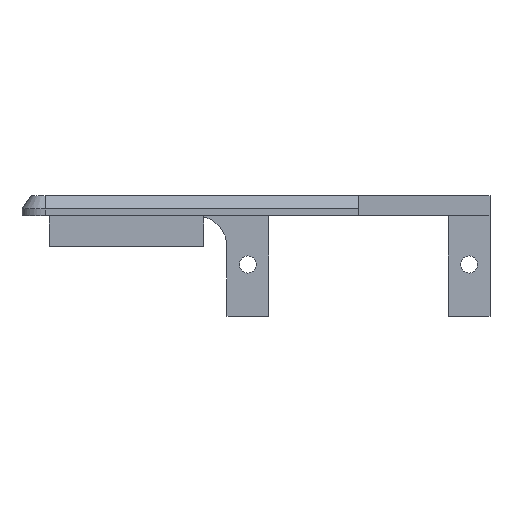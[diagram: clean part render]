
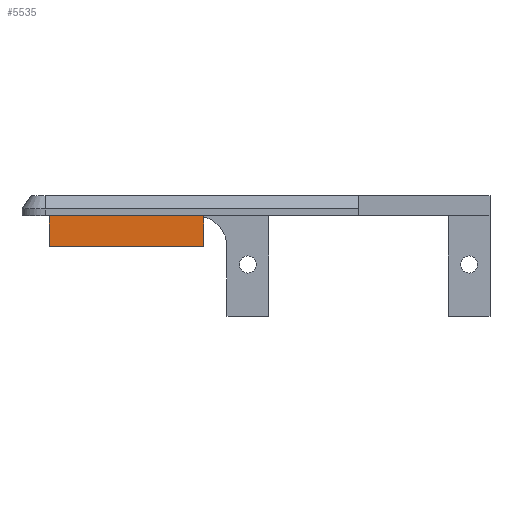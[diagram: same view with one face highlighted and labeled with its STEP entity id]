
A CAD part, front view. The second image highlights one B-rep face of the part: STEP entity #5535.
In plain terms, the highlighted planar face has unit normal (0, -1, 0).
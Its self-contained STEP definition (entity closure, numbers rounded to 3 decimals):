
#181=PLANE('',#5693);
#467=FACE_OUTER_BOUND('',#796,.T.);
#796=EDGE_LOOP('',(#4878,#4879,#4880,#4881));
#1188=LINE('',#11042,#1612);
#1213=LINE('',#11107,#1637);
#1219=LINE('',#11118,#1643);
#1220=LINE('',#11120,#1644);
#1612=VECTOR('',#6256,10.);
#1637=VECTOR('',#6313,10.);
#1643=VECTOR('',#6323,10.);
#1644=VECTOR('',#6326,10.);
#2548=VERTEX_POINT('',#11035);
#2551=VERTEX_POINT('',#11040);
#2575=VERTEX_POINT('',#11106);
#2578=VERTEX_POINT('',#11116);
#3327=EDGE_CURVE('',#2551,#2548,#1188,.T.);
#3359=EDGE_CURVE('',#2548,#2575,#1213,.T.);
#3365=EDGE_CURVE('',#2551,#2578,#1219,.T.);
#3366=EDGE_CURVE('',#2575,#2578,#1220,.T.);
#4878=ORIENTED_EDGE('',*,*,#3327,.F.);
#4879=ORIENTED_EDGE('',*,*,#3365,.T.);
#4880=ORIENTED_EDGE('',*,*,#3366,.F.);
#4881=ORIENTED_EDGE('',*,*,#3359,.F.);
#5535=ADVANCED_FACE('',(#467),#181,.T.);
#5693=AXIS2_PLACEMENT_3D('',#11119,#6324,#6325);
#6256=DIRECTION('',(1.,0.,0.));
#6313=DIRECTION('',(0.,0.,-1.));
#6323=DIRECTION('',(0.,0.,-1.));
#6324=DIRECTION('center_axis',(0.,-1.,0.));
#6325=DIRECTION('ref_axis',(-1.,0.,0.));
#6326=DIRECTION('',(-1.,0.,0.));
#11035=CARTESIAN_POINT('',(-30.,-18.,45.));
#11040=CARTESIAN_POINT('',(-50.,-18.,45.));
#11042=CARTESIAN_POINT('',(-26.625,-18.,45.));
#11106=CARTESIAN_POINT('',(-30.,-18.,41.));
#11107=CARTESIAN_POINT('',(-30.,-18.,45.));
#11116=CARTESIAN_POINT('',(-50.,-18.,41.));
#11118=CARTESIAN_POINT('',(-50.,-18.,45.));
#11119=CARTESIAN_POINT('Origin',(-30.,-18.,45.));
#11120=CARTESIAN_POINT('',(-30.,-18.,41.));
